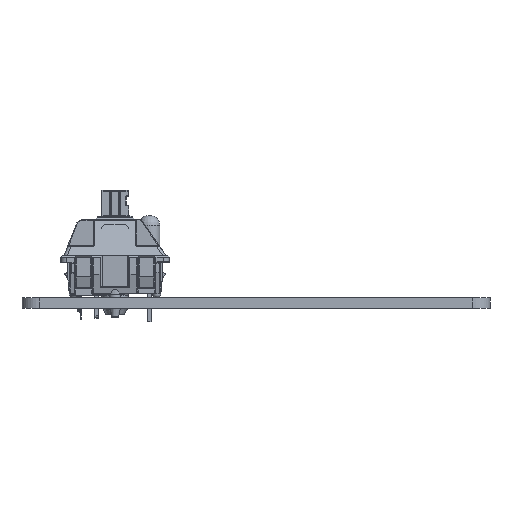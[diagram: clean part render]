
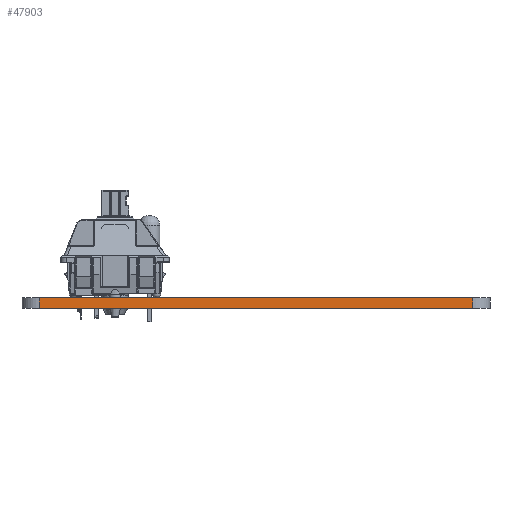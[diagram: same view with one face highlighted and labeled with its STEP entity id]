
A CAD part, left-side view. The second image highlights one B-rep face of the part: STEP entity #47903.
In plain terms, the highlighted planar face has unit normal (-1, 0, 0).
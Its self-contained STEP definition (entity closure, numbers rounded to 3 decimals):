
#45836 = VERTEX_POINT('',#45837);
#45837 = CARTESIAN_POINT('',(110.241,-67.19,0.));
#45844 = EDGE_CURVE('',#45845,#45836,#45847,.T.);
#45845 = VERTEX_POINT('',#45846);
#45846 = CARTESIAN_POINT('',(110.241,-129.69,0.));
#45847 = LINE('',#45848,#45849);
#45848 = CARTESIAN_POINT('',(110.241,-129.69,0.));
#45849 = VECTOR('',#45850,1.);
#45850 = DIRECTION('',(0.,1.,0.));
#46856 = VERTEX_POINT('',#46857);
#46857 = CARTESIAN_POINT('',(110.241,-67.19,1.51));
#46864 = EDGE_CURVE('',#46865,#46856,#46867,.T.);
#46865 = VERTEX_POINT('',#46866);
#46866 = CARTESIAN_POINT('',(110.241,-129.69,1.51));
#46867 = LINE('',#46868,#46869);
#46868 = CARTESIAN_POINT('',(110.241,-129.69,1.51));
#46869 = VECTOR('',#46870,1.);
#46870 = DIRECTION('',(0.,1.,0.));
#47873 = EDGE_CURVE('',#45836,#46856,#47874,.T.);
#47874 = LINE('',#47875,#47876);
#47875 = CARTESIAN_POINT('',(110.241,-67.19,0.));
#47876 = VECTOR('',#47877,1.);
#47877 = DIRECTION('',(0.,0.,1.));
#47903 = ADVANCED_FACE('',(#47904),#47915,.T.);
#47904 = FACE_BOUND('',#47905,.T.);
#47905 = EDGE_LOOP('',(#47906,#47912,#47913,#47914));
#47906 = ORIENTED_EDGE('',*,*,#47907,.T.);
#47907 = EDGE_CURVE('',#45845,#46865,#47908,.T.);
#47908 = LINE('',#47909,#47910);
#47909 = CARTESIAN_POINT('',(110.241,-129.69,0.));
#47910 = VECTOR('',#47911,1.);
#47911 = DIRECTION('',(0.,0.,1.));
#47912 = ORIENTED_EDGE('',*,*,#46864,.T.);
#47913 = ORIENTED_EDGE('',*,*,#47873,.F.);
#47914 = ORIENTED_EDGE('',*,*,#45844,.F.);
#47915 = PLANE('',#47916);
#47916 = AXIS2_PLACEMENT_3D('',#47917,#47918,#47919);
#47917 = CARTESIAN_POINT('',(110.241,-129.69,0.));
#47918 = DIRECTION('',(-1.,0.,0.));
#47919 = DIRECTION('',(0.,1.,0.));
